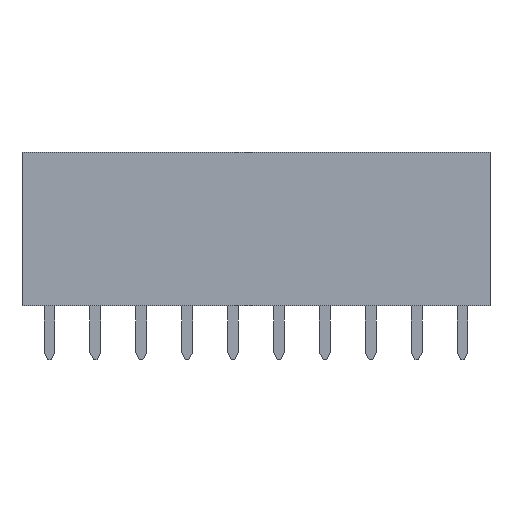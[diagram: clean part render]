
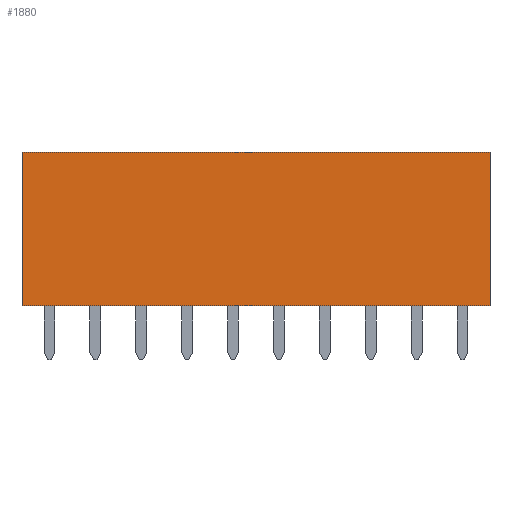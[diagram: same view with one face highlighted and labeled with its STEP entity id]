
A CAD part, front view. The second image highlights one B-rep face of the part: STEP entity #1880.
In plain terms, the highlighted planar face has unit normal (0, -1, 0).
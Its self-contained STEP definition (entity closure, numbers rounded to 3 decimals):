
#36 = FACE_OUTER_BOUND ( 'NONE', #4813, .T. ) ;
#227 = ORIENTED_EDGE ( 'NONE', *, *, #4241, .F. ) ;
#627 = EDGE_CURVE ( 'NONE', #3846, #6021, #4074, .T. ) ;
#846 = PLANE ( 'NONE',  #3749 ) ;
#1284 = VECTOR ( 'NONE', #4249, 1000. ) ;
#1434 = LINE ( 'NONE', #2341, #1284 ) ;
#1786 = CARTESIAN_POINT ( 'NONE',  ( -12.95, -1.25, 8.5 ) ) ;
#1880 = ADVANCED_FACE ( 'NONE', ( #36 ), #846, .F. ) ;
#2292 = LINE ( 'NONE', #5532, #3969 ) ;
#2341 = CARTESIAN_POINT ( 'NONE',  ( -12.95, -1.25, 8.5 ) ) ;
#2443 = CARTESIAN_POINT ( 'NONE',  ( 12.95, -1.25, 0. ) ) ;
#2451 = CARTESIAN_POINT ( 'NONE',  ( -12.95, -1.25, 8.5 ) ) ;
#2968 = EDGE_CURVE ( 'NONE', #4686, #6021, #2292, .T. ) ;
#3551 = EDGE_CURVE ( 'NONE', #4534, #3846, #5368, .T. ) ;
#3568 = ORIENTED_EDGE ( 'NONE', *, *, #627, .T. ) ;
#3635 = ORIENTED_EDGE ( 'NONE', *, *, #3551, .T. ) ;
#3665 = DIRECTION ( 'NONE',  ( 0., 1., 0. ) ) ;
#3749 = AXIS2_PLACEMENT_3D ( 'NONE', #1786, #3665, #5547 ) ;
#3846 = VERTEX_POINT ( 'NONE', #4725 ) ;
#3969 = VECTOR ( 'NONE', #4170, 1000. ) ;
#3970 = DIRECTION ( 'NONE',  ( 0., 0., -1. ) ) ;
#4074 = LINE ( 'NONE', #5043, #5079 ) ;
#4170 = DIRECTION ( 'NONE',  ( 0., 0., -1. ) ) ;
#4241 = EDGE_CURVE ( 'NONE', #4534, #4686, #1434, .T. ) ;
#4249 = DIRECTION ( 'NONE',  ( 1., 0., 0. ) ) ;
#4534 = VERTEX_POINT ( 'NONE', #5774 ) ;
#4686 = VERTEX_POINT ( 'NONE', #4696 ) ;
#4696 = CARTESIAN_POINT ( 'NONE',  ( 12.95, -1.25, 8.5 ) ) ;
#4725 = CARTESIAN_POINT ( 'NONE',  ( -12.95, -1.25, 0. ) ) ;
#4813 = EDGE_LOOP ( 'NONE', ( #3568, #5152, #227, #3635 ) ) ;
#4863 = VECTOR ( 'NONE', #3970, 1000. ) ;
#5043 = CARTESIAN_POINT ( 'NONE',  ( -12.95, -1.25, 0. ) ) ;
#5079 = VECTOR ( 'NONE', #5495, 1000. ) ;
#5152 = ORIENTED_EDGE ( 'NONE', *, *, #2968, .F. ) ;
#5368 = LINE ( 'NONE', #2451, #4863 ) ;
#5495 = DIRECTION ( 'NONE',  ( 1., 0., 0. ) ) ;
#5532 = CARTESIAN_POINT ( 'NONE',  ( 12.95, -1.25, 8.5 ) ) ;
#5547 = DIRECTION ( 'NONE',  ( 0., 0., 1. ) ) ;
#5774 = CARTESIAN_POINT ( 'NONE',  ( -12.95, -1.25, 8.5 ) ) ;
#6021 = VERTEX_POINT ( 'NONE', #2443 ) ;
